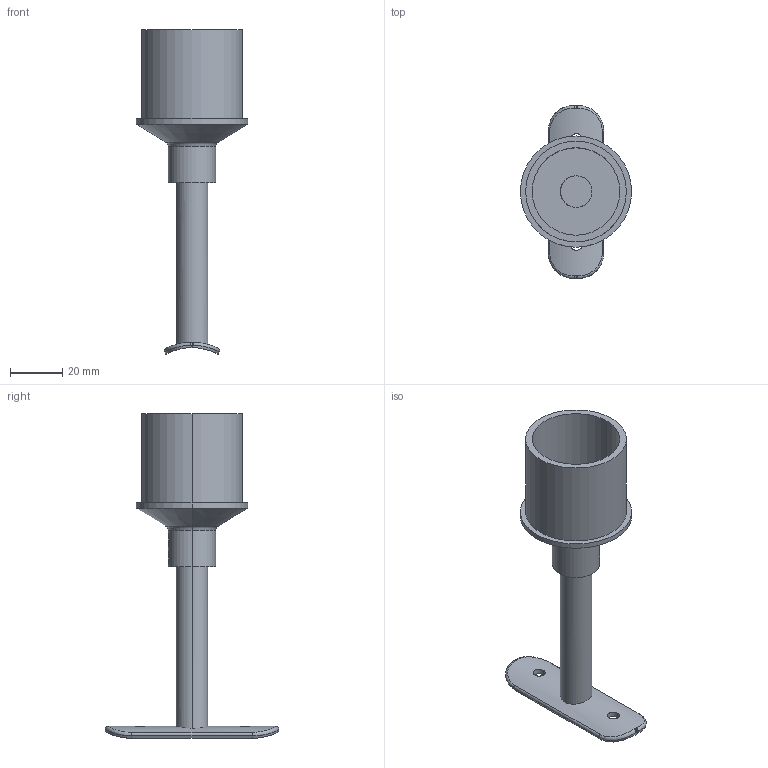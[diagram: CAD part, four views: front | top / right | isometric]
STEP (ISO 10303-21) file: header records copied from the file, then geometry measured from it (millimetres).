
FILE_DESCRIPTION (( 'STEP AP203' ), '1' );
FILE_NAME ('3D_GC2124_42.4_188702084.STEP', '2024-10-14T06:39:57', ( '' ), ( '' ), 'SwSTEP 2.0', 'SolidWorks 2024', '' );
FILE_SCHEMA (( 'CONFIG_CONTROL_DESIGN' ));
Length unit declared in the file: millimetre
Products named in the file (1): 3D_GC2124_42.4_188702084
Bounding box: 42.4 x 66 x 123.65 mm (x, y, z)
Volume: 32183.5 mm3; surface area: 18289.9 mm2
Topology: 3 solids, 3 shells, 73 faces, 174 edges, 110 vertices
Faces by surface type: cylinder 32, plane 27, torus 6, cone 4, bspline 4
Entity records: 3231 total; most frequent: CARTESIAN_POINT 1478, ORIENTED_EDGE 348, DIRECTION 338, EDGE_CURVE 174, AXIS2_PLACEMENT_3D 128, VERTEX_POINT 110, EDGE_LOOP 86, VECTOR 82
